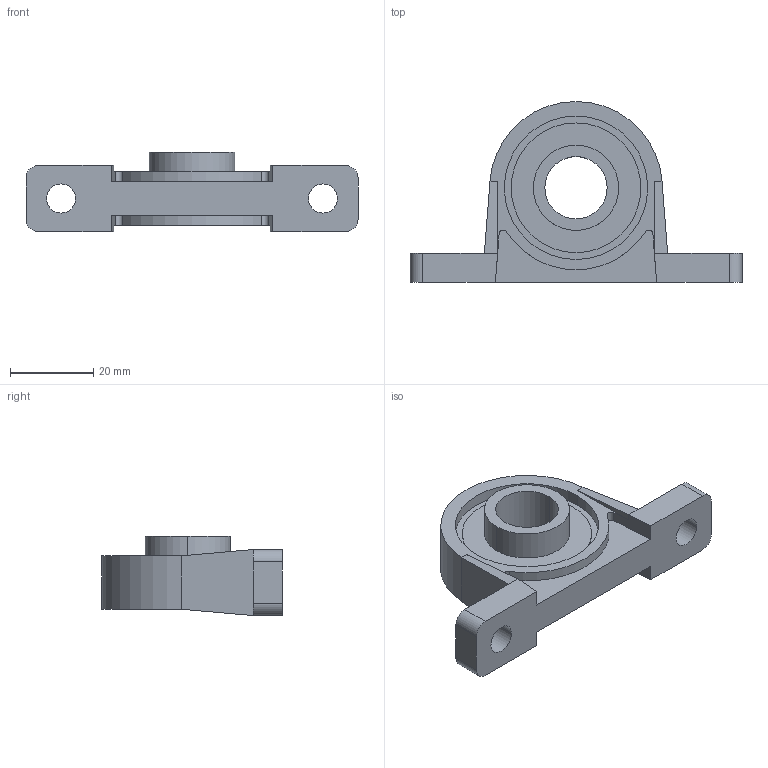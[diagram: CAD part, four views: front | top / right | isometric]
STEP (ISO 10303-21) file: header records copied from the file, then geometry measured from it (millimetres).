
FILE_DESCRIPTION (( 'STEP AP214' ), '1' );
FILE_NAME ('Ñáîðêà1.STEP', '2024-07-17T12:04:08', ( '' ), ( '' ), 'SwSTEP 2.0', 'SolidWorks 2024', '' );
FILE_SCHEMA (( 'AUTOMOTIVE_DESIGN' ));
Length unit declared in the file: millimetre
Products named in the file (2): B450 Опорный подшипник KP02 для валов Ø 15 мм_00; Сборка1
Assembly tree (1 placements, depth 2):
  Сборка1
    B450 Опорный подшипник KP02 для валов Ø 15 мм_00
Bounding box: 79.85 x 43.5 x 19.05 mm (x, y, z)
Volume: 18837.4 mm3; surface area: 11346.6 mm2
Topology: 3 solids, 3 shells, 62 faces, 150 edges, 96 vertices
Faces by surface type: plane 33, cylinder 29
Entity records: 1909 total; most frequent: DIRECTION 340, CARTESIAN_POINT 312, ORIENTED_EDGE 300, EDGE_CURVE 150, AXIS2_PLACEMENT_3D 124, VERTEX_POINT 96, LINE 92, VECTOR 92
